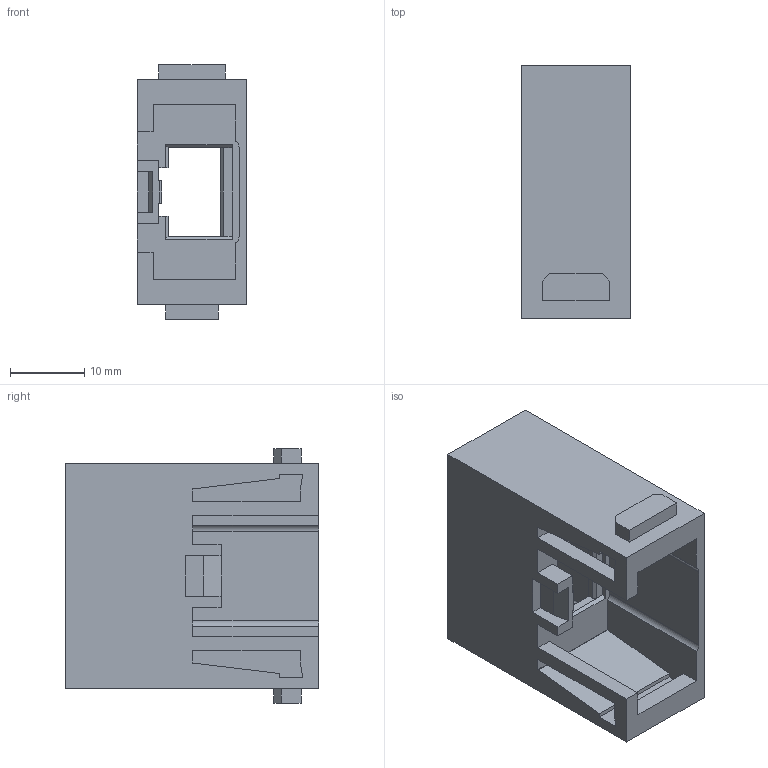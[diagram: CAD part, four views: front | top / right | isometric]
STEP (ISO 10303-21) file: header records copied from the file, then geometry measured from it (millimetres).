
FILE_DESCRIPTION((''),'2;1');
FILE_NAME('PRT0001','2017-06-22T',('tl.yang'),(''),'PRO/ENGINEER BY PARAMETRIC TECHNOLOGY CORPORATION, 2011500','PRO/ENGINEER BY PARAMETRIC TECHNOLOGY CORPORATION, 2011500','');
FILE_SCHEMA(('CONFIG_CONTROL_DESIGN'));
Length unit declared in the file: millimetre
Products named in the file (1): PRT0001
Bounding box: 14.65 x 34 x 34.2 mm (x, y, z)
Volume: 5699 mm3; surface area: 5906.2 mm2
Topology: 1 solids, 1 shells, 109 faces, 307 edges, 200 vertices
Faces by surface type: plane 95, cylinder 14
Entity records: 3507 total; most frequent: CARTESIAN_POINT 616, ORIENTED_EDGE 614, DIRECTION 553, EDGE_CURVE 307, VECTOR 279, LINE 279, VERTEX_POINT 200, AXIS2_PLACEMENT_3D 137
